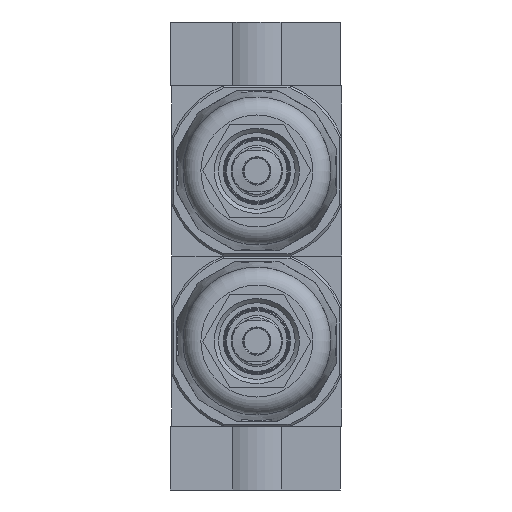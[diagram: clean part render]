
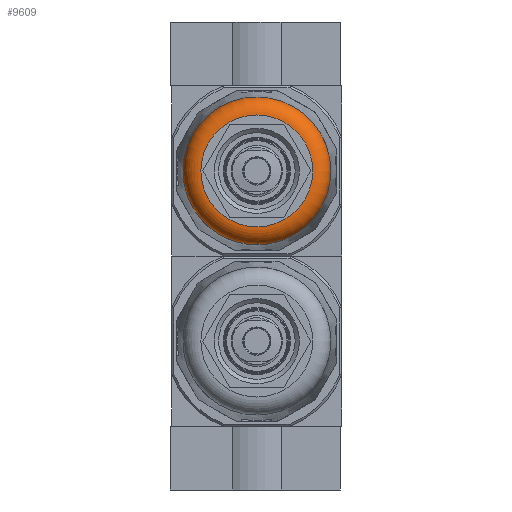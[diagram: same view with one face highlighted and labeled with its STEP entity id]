
A CAD part, front view. The second image highlights one B-rep face of the part: STEP entity #9609.
In plain terms, the highlighted toroidal (fillet/blend) face has major radius 13.15 mm and minor radius 4.2 mm.
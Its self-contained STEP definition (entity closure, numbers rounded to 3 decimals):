
#27=TOROIDAL_SURFACE('',#13589,13.15,4.2);
#958=CIRCLE('',#13588,13.15);
#959=CIRCLE('',#13590,17.35);
#2362=ORIENTED_EDGE('',*,*,#4584,.T.);
#2363=ORIENTED_EDGE('',*,*,#4583,.F.);
#4583=EDGE_CURVE('',#5753,#5753,#958,.T.);
#4584=EDGE_CURVE('',#5754,#5754,#959,.T.);
#5753=VERTEX_POINT('',#18751);
#5754=VERTEX_POINT('',#18754);
#7780=EDGE_LOOP('',(#2362));
#7781=EDGE_LOOP('',(#2363));
#8601=FACE_BOUND('',#7780,.T.);
#8602=FACE_BOUND('',#7781,.T.);
#9609=ADVANCED_FACE('',(#8601,#8602),#27,.T.);
#13588=AXIS2_PLACEMENT_3D('',#18750,#15518,#15519);
#13589=AXIS2_PLACEMENT_3D('',#18752,#15520,#15521);
#13590=AXIS2_PLACEMENT_3D('',#18753,#15522,#15523);
#15518=DIRECTION('',(0.,-1.,0.));
#15519=DIRECTION('',(0.,0.,-1.));
#15520=DIRECTION('',(0.,-1.,0.));
#15521=DIRECTION('',(0.,0.,-1.));
#15522=DIRECTION('',(0.,-1.,0.));
#15523=DIRECTION('',(0.,0.,-1.));
#18750=CARTESIAN_POINT('',(0.,-119.,0.));
#18751=CARTESIAN_POINT('',(0.,-119.,-13.15));
#18752=CARTESIAN_POINT('',(0.,-114.8,0.));
#18753=CARTESIAN_POINT('',(0.,-114.8,0.));
#18754=CARTESIAN_POINT('',(0.,-114.8,-17.35));
